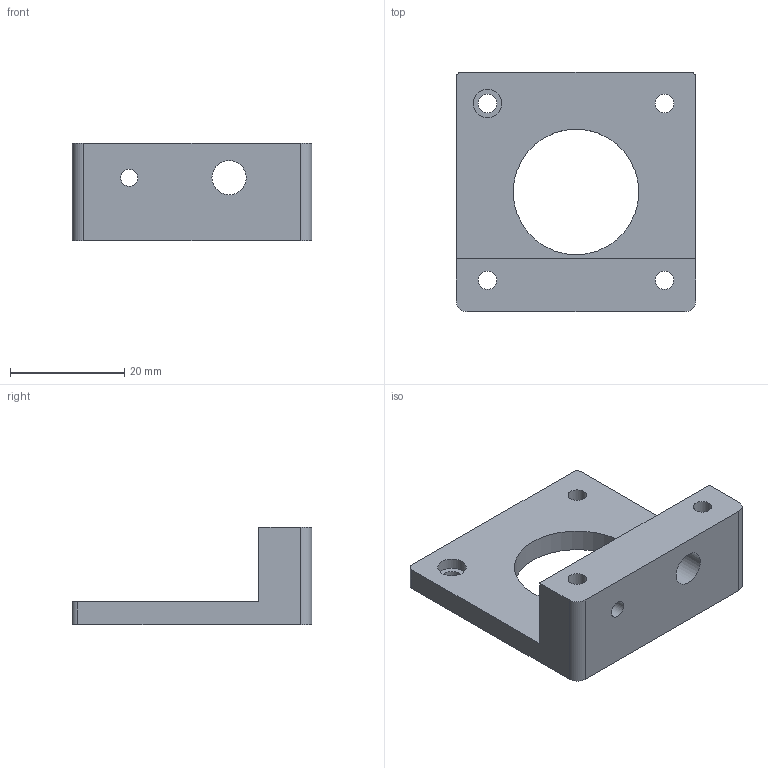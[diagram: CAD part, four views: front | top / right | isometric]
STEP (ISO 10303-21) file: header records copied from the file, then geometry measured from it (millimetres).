
FILE_DESCRIPTION(('FreeCAD Model'),'2;1');
FILE_NAME( 'MK8_base.step', '2018-05-17T20:10:01',('Author'),(''), 'Open CASCADE STEP processor 7.2','FreeCAD','Unknown');
FILE_SCHEMA(('AUTOMOTIVE_DESIGN { 1 0 10303 214 1 1 1 1 }'));
Length unit declared in the file: millimetre
Products named in the file (1): mk8_1
Bounding box: 42 x 42 x 17 mm (x, y, z)
Volume: 9892.7 mm3; surface area: 5574.5 mm2
Topology: 1 solids, 1 shells, 21 faces, 54 edges, 36 vertices
Faces by surface type: cylinder 12, plane 9
Full cylindrical faces by diameter (mm): 3 x1, 3.2 x4, 5 x1, 6 x1, 22 x1
Entity records: 1437 total; most frequent: CARTESIAN_POINT 312, DIRECTION 208, ORIENTED_EDGE 108, PCURVE 108, DEFINITIONAL_REPRESENTATION 108, LINE 106, VECTOR 106, EDGE_CURVE 54
